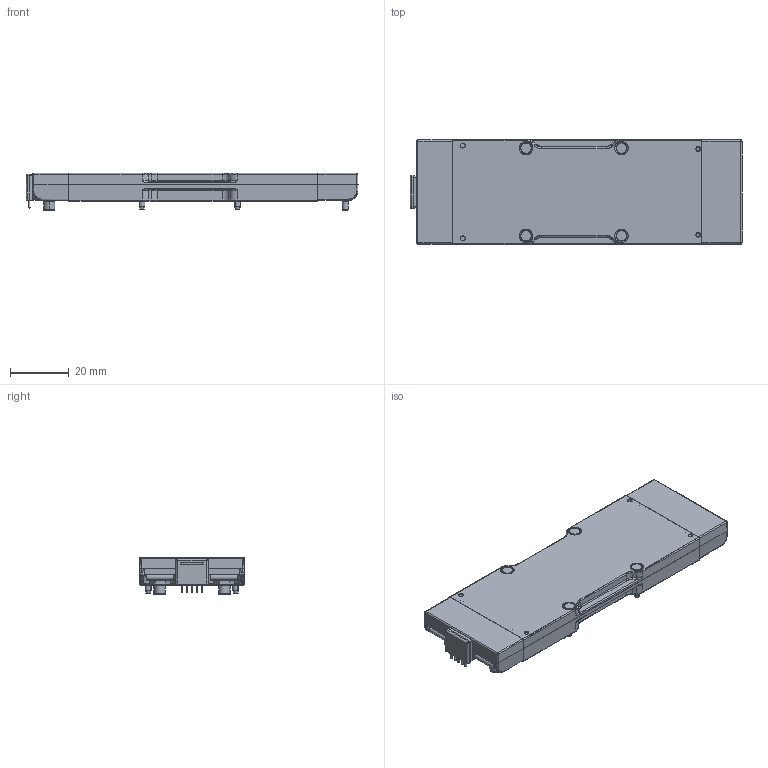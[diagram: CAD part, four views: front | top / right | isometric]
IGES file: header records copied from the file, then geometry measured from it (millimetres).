
Start section: SolidWorks IGES file using analytic representation for surfaces
Global section: file name: 4414 short pin with -OUT.IGS; native system: SolidWorks 2017; preprocessor: SolidWorks 2017; author: Chliu; date: 210107.104031; units: millimetre
Bounding box: 112.75 x 35.54 x 12.64 mm (x, y, z)
Surface area: 25408.2 mm2 (no closed solid volume)
Topology: 0 solids, 0 shells, 1594 faces, 15587 edges, 15552 vertices
Faces by surface type: revolution 861, bspline 733
